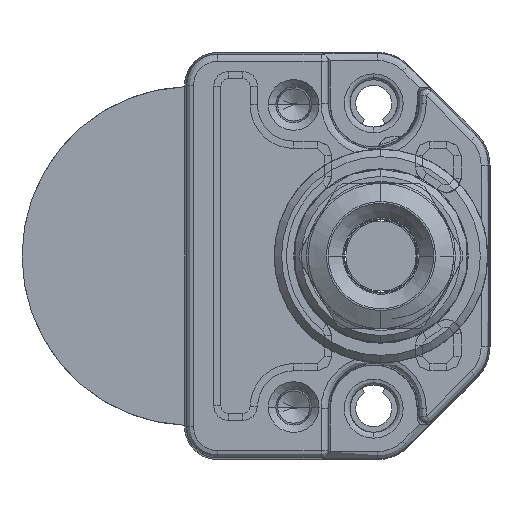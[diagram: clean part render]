
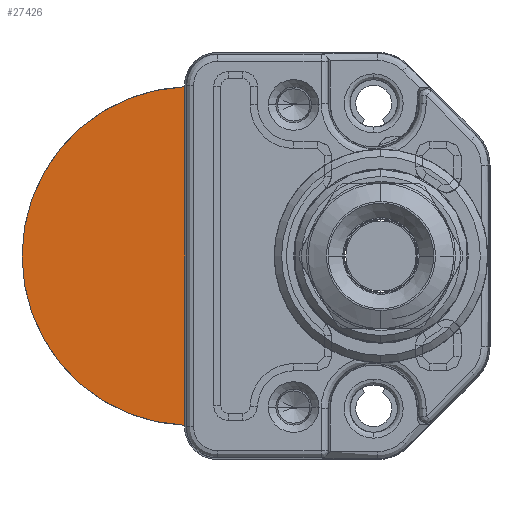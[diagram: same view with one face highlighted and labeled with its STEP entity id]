
A CAD part, left-side view. The second image highlights one B-rep face of the part: STEP entity #27426.
In plain terms, the highlighted planar face has unit normal (-1, 0, 0).
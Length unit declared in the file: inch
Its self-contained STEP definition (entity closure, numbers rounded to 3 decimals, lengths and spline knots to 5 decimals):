
#3195=DIRECTION('',(0.,0.,1.));
#3196=VECTOR('',#3195,0.91659);
#3197=CARTESIAN_POINT('',(0.,0.82677,-0.4583));
#3198=LINE('',#3197,#3196);
#3199=CARTESIAN_POINT('',(0.,0.80846,0.));
#3200=DIRECTION('',(-1.,0.,0.));
#3201=DIRECTION('',(0.,0.04,0.999));
#3202=AXIS2_PLACEMENT_3D('',#3199,#3200,#3201);
#22080=CARTESIAN_POINT('',(0.,0.82677,-0.4583));
#22081=CARTESIAN_POINT('',(0.,0.82677,0.4583));
#22082=VERTEX_POINT('',#22080);
#22083=VERTEX_POINT('',#22081);
#27416=CARTESIAN_POINT('',(0.,0.74941,0.));
#27417=DIRECTION('',(-1.,0.,0.));
#27418=DIRECTION('',(0.,0.,1.));
#27419=AXIS2_PLACEMENT_3D('',#27416,#27417,#27418);
#27420=PLANE('',#27419);
#27421=ORIENTED_EDGE('',*,*,#27404,.F.);
#27423=ORIENTED_EDGE('',*,*,#27422,.F.);
#27424=EDGE_LOOP('',(#27421,#27423));
#27425=FACE_OUTER_BOUND('',#27424,.F.);
#27426=ADVANCED_FACE('',(#27425),#27420,.T.);
#3203=CIRCLE('',#3202,0.45866);
#27404=EDGE_CURVE('',#22082,#22083,#3198,.T.);
#27422=EDGE_CURVE('',#22083,#22082,#3203,.T.);
